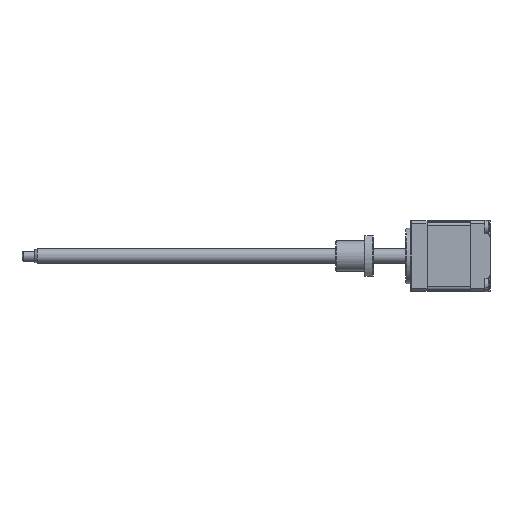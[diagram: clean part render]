
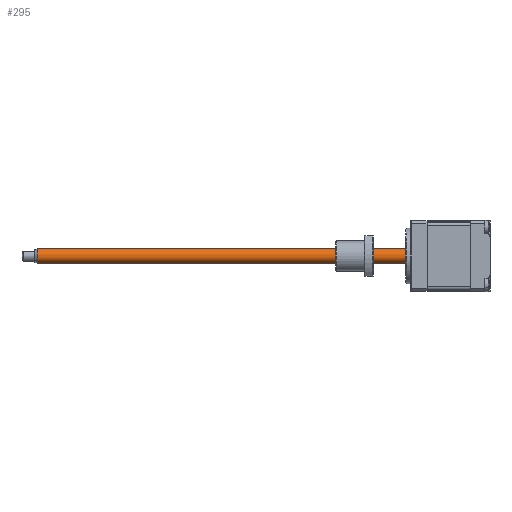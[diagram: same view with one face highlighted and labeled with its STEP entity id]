
A CAD part, left-side view. The second image highlights one B-rep face of the part: STEP entity #295.
In plain terms, the highlighted cylindrical face has radius 3 mm (diameter 6 mm), a partial arc.
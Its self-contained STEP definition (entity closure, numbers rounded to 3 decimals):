
#295 = ADVANCED_FACE ( 'NONE', ( #2498 ), #8240, .T. ) ;
#308 = AXIS2_PLACEMENT_3D ( 'NONE', #8942, #3852, #9780 ) ;
#721 = EDGE_CURVE ( 'NONE', #10742, #8958, #7295, .T. ) ;
#813 = VERTEX_POINT ( 'NONE', #1722 ) ;
#1080 = ORIENTED_EDGE ( 'NONE', *, *, #1098, .T. ) ;
#1098 = EDGE_CURVE ( 'NONE', #813, #10742, #10343, .T. ) ;
#1296 = CARTESIAN_POINT ( 'NONE',  ( -2.455, 14.276, 33.6 ) ) ;
#1593 = AXIS2_PLACEMENT_3D ( 'NONE', #1296, #7245, #2147 ) ;
#1722 = CARTESIAN_POINT ( 'NONE',  ( -3.706, 163.276, 36.327 ) ) ;
#2147 = DIRECTION ( 'NONE',  ( -0.417, 0., 0.909 ) ) ;
#2226 = VECTOR ( 'NONE', #4928, 1000. ) ;
#2498 = FACE_OUTER_BOUND ( 'NONE', #3049, .T. ) ;
#3049 = EDGE_LOOP ( 'NONE', ( #1080, #7851, #8089, #5916 ) ) ;
#3852 = DIRECTION ( 'NONE',  ( 0., -1., 0. ) ) ;
#3855 = DIRECTION ( 'NONE',  ( -0.417, 0., 0.909 ) ) ;
#3941 = LINE ( 'NONE', #10106, #10459 ) ;
#4928 = DIRECTION ( 'NONE',  ( 0., -1., 0. ) ) ;
#5916 = ORIENTED_EDGE ( 'NONE', *, *, #10990, .F. ) ;
#6111 = CARTESIAN_POINT ( 'NONE',  ( -1.205, 14.276, 30.873 ) ) ;
#6166 = DIRECTION ( 'NONE',  ( 0., -1., 0. ) ) ;
#6308 = VERTEX_POINT ( 'NONE', #7725 ) ;
#7245 = DIRECTION ( 'NONE',  ( 0., -1., 0. ) ) ;
#7295 = LINE ( 'NONE', #8319, #2226 ) ;
#7523 = CIRCLE ( 'NONE', #1593, 3. ) ;
#7725 = CARTESIAN_POINT ( 'NONE',  ( -3.706, 14.276, 36.327 ) ) ;
#7851 = ORIENTED_EDGE ( 'NONE', *, *, #721, .T. ) ;
#8089 = ORIENTED_EDGE ( 'NONE', *, *, #8310, .F. ) ;
#8240 = CYLINDRICAL_SURFACE ( 'NONE', #8545, 3. ) ;
#8310 = EDGE_CURVE ( 'NONE', #6308, #8958, #7523, .T. ) ;
#8319 = CARTESIAN_POINT ( 'NONE',  ( -1.205, 164.276, 30.873 ) ) ;
#8441 = DIRECTION ( 'NONE',  ( 0., -1., 0. ) ) ;
#8545 = AXIS2_PLACEMENT_3D ( 'NONE', #8665, #6166, #3855 ) ;
#8665 = CARTESIAN_POINT ( 'NONE',  ( -2.455, 164.276, 33.6 ) ) ;
#8942 = CARTESIAN_POINT ( 'NONE',  ( -2.455, 163.276, 33.6 ) ) ;
#8958 = VERTEX_POINT ( 'NONE', #6111 ) ;
#9734 = CARTESIAN_POINT ( 'NONE',  ( -1.205, 163.276, 30.873 ) ) ;
#9780 = DIRECTION ( 'NONE',  ( 0.417, 0., -0.909 ) ) ;
#10106 = CARTESIAN_POINT ( 'NONE',  ( -3.706, 164.276, 36.327 ) ) ;
#10343 = CIRCLE ( 'NONE', #308, 3. ) ;
#10459 = VECTOR ( 'NONE', #8441, 1000. ) ;
#10742 = VERTEX_POINT ( 'NONE', #9734 ) ;
#10990 = EDGE_CURVE ( 'NONE', #813, #6308, #3941, .T. ) ;
